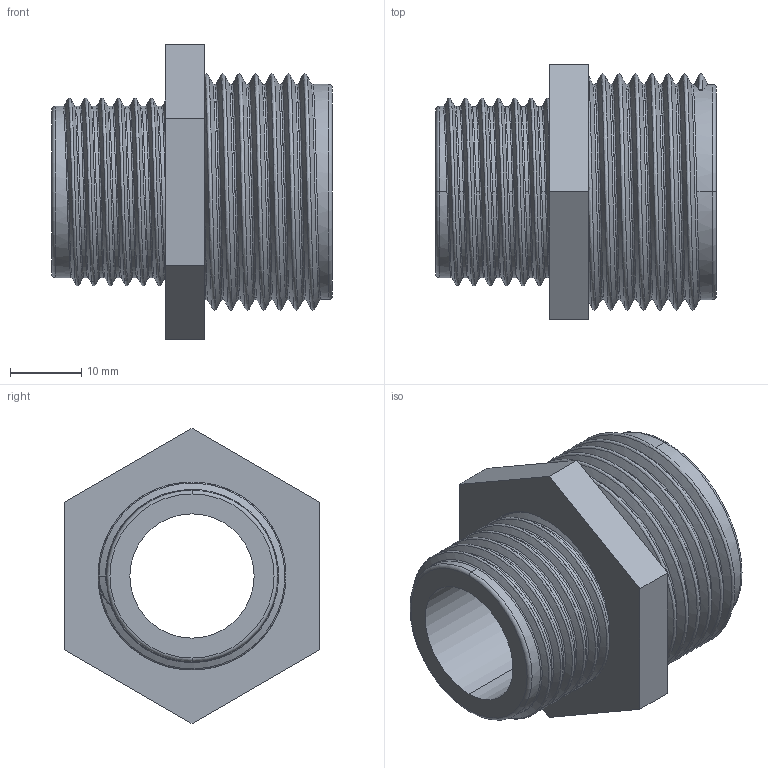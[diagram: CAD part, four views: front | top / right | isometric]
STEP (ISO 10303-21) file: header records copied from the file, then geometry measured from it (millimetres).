
FILE_DESCRIPTION (( 'STEP AP203' ), '1' );
FILE_NAME ('00211_0705.STEP', '2017-05-15T13:11:14', ( '' ), ( '' ), 'SwSTEP 2.0', 'SolidWorks 2011', '' );
FILE_SCHEMA (( 'CONFIG_CONTROL_DESIGN' ));
Length unit declared in the file: millimetre
Products named in the file (1): 00211_0705
Bounding box: 39.5 x 36 x 41.57 mm (x, y, z)
Volume: 14417.7 mm3; surface area: 9600.6 mm2
Topology: 1 solids, 1 shells, 68 faces, 176 edges, 112 vertices
Faces by surface type: cylinder 32, torus 12, plane 10, bspline 10, cone 4
Entity records: 8782 total; most frequent: CARTESIAN_POINT 7280, ORIENTED_EDGE 352, DIRECTION 248, EDGE_CURVE 176, VERTEX_POINT 112, AXIS2_PLACEMENT_3D 97, EDGE_LOOP 72, FACE_OUTER_BOUND 68
